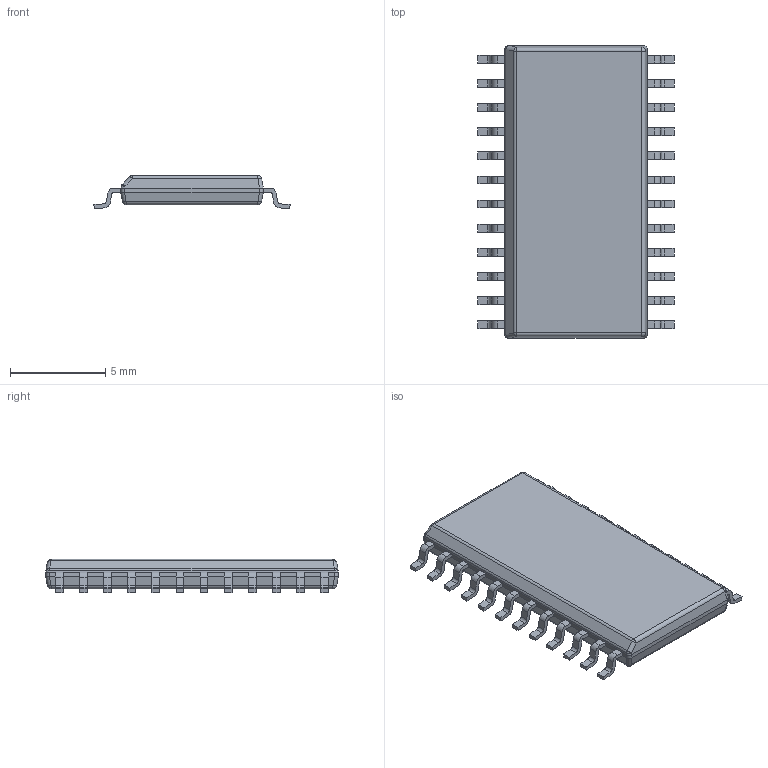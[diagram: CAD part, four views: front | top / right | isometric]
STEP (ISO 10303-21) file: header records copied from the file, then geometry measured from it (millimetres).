
FILE_DESCRIPTION((''),'2;1');
FILE_NAME('DW0024A_ASM','2016-08-02T',('a0412025'),(''),'CREO PARAMETRIC BY PTC INC, 2016050','CREO PARAMETRIC BY PTC INC, 2016050','');
FILE_SCHEMA(('AUTOMOTIVE_DESIGN { 1 0 10303 214 1 1 1 1 }'));
Length unit declared in the file: millimetre
Products named in the file (4): BODY-SO; LEAD-SO; PIN1-ID; DW0024A_ASM
Assembly tree (26 placements, depth 2):
  DW0024A_ASM
    BODY-SO
    LEAD-SO  x24
    PIN1-ID
Bounding box: 10.33 x 15.4 x 1.75 mm (x, y, z)
Volume: 177.5 mm3; surface area: 346.7 mm2
Topology: 25 solids, 25 shells, 392 faces, 980 edges, 638 vertices
Faces by surface type: plane 263, cylinder 119, sphere 10
Entity records: 2479 total; most frequent: CARTESIAN_POINT 520, ORIENTED_EDGE 304, STYLED_ITEM 154, EDGE_CURVE 152, AXIS2_PLACEMENT_3D 124, PROPERTY_DEFINITION 90, REPRESENTATION 87, PROPERTY_DEFINITION_REPRESENTATION 87
